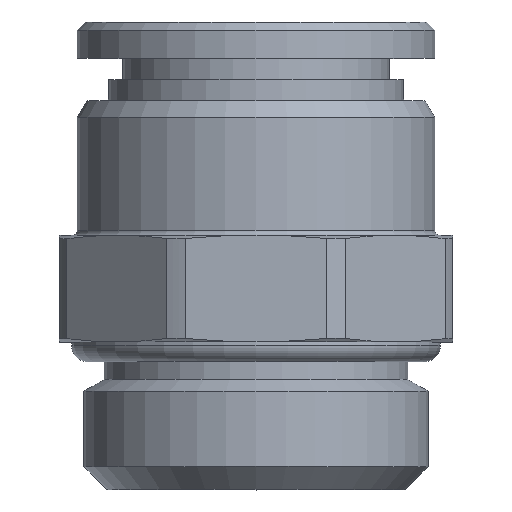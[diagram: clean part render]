
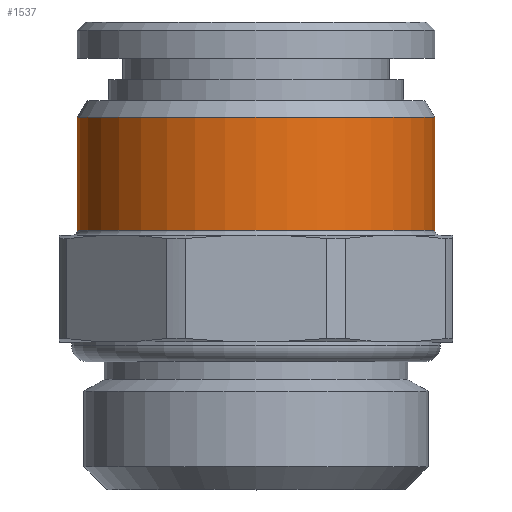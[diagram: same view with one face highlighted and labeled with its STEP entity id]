
A CAD part, top view. The second image highlights one B-rep face of the part: STEP entity #1537.
In plain terms, the highlighted cylindrical face has radius 10.9 mm (diameter 21.8 mm), a partial arc.
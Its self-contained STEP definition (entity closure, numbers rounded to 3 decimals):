
#132=CARTESIAN_POINT('',(0.,15.8,0.));
#133=DIRECTION('',(0.,1.,0.));
#134=DIRECTION('',(-1.,0.,0.));
#135=AXIS2_PLACEMENT_3D('',#132,#133,#134);
#137=CARTESIAN_POINT('',(0.,22.7,0.));
#138=DIRECTION('',(0.,1.,0.));
#139=DIRECTION('',(-1.,0.,0.));
#140=AXIS2_PLACEMENT_3D('',#137,#138,#139);
#167=DIRECTION('',(0.,-1.,0.));
#168=VECTOR('',#167,6.9);
#169=CARTESIAN_POINT('',(10.9,22.7,0.));
#170=LINE('',#169,#168);
#176=DIRECTION('',(0.,-1.,0.));
#177=VECTOR('',#176,6.9);
#178=CARTESIAN_POINT('',(-10.9,22.7,0.));
#179=LINE('',#178,#177);
#1187=CARTESIAN_POINT('',(-10.9,22.7,0.));
#1189=VERTEX_POINT('',#1187);
#1191=CARTESIAN_POINT('',(10.9,22.7,0.));
#1193=VERTEX_POINT('',#1191);
#1298=CARTESIAN_POINT('',(-10.9,15.8,0.));
#1299=CARTESIAN_POINT('',(10.9,15.8,0.));
#1300=VERTEX_POINT('',#1298);
#1301=VERTEX_POINT('',#1299);
#1523=CARTESIAN_POINT('',(0.,15.09,0.));
#1524=DIRECTION('',(0.,1.,0.));
#1525=DIRECTION('',(1.,0.,0.));
#1526=AXIS2_PLACEMENT_3D('',#1523,#1524,#1525);
#1527=CYLINDRICAL_SURFACE('',#1526,10.9);
#1529=ORIENTED_EDGE('',*,*,#1528,.F.);
#1531=ORIENTED_EDGE('',*,*,#1530,.F.);
#1532=ORIENTED_EDGE('',*,*,#1518,.T.);
#1534=ORIENTED_EDGE('',*,*,#1533,.T.);
#1535=EDGE_LOOP('',(#1529,#1531,#1532,#1534));
#1536=FACE_OUTER_BOUND('',#1535,.F.);
#1537=ADVANCED_FACE('',(#1536),#1527,.T.);
#136=CIRCLE('',#135,10.9);
#141=CIRCLE('',#140,10.9);
#1518=EDGE_CURVE('',#1189,#1193,#141,.T.);
#1528=EDGE_CURVE('',#1300,#1301,#136,.T.);
#1530=EDGE_CURVE('',#1189,#1300,#179,.T.);
#1533=EDGE_CURVE('',#1193,#1301,#170,.T.);
